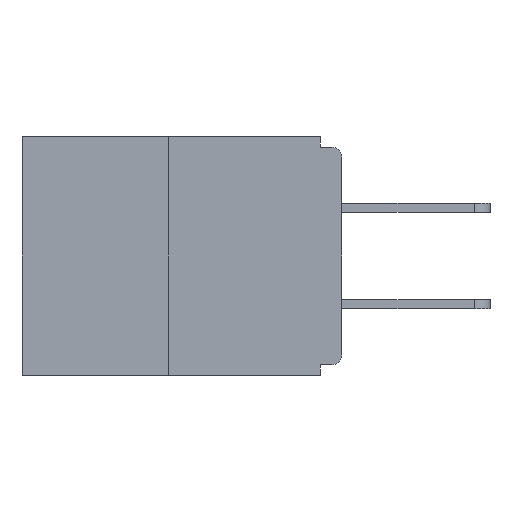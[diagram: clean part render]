
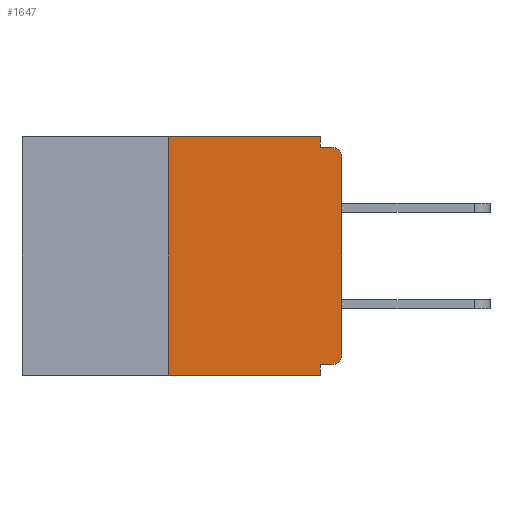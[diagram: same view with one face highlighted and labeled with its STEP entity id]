
A CAD part, left-side view. The second image highlights one B-rep face of the part: STEP entity #1647.
In plain terms, the highlighted planar face has unit normal (-1, 0, 0).
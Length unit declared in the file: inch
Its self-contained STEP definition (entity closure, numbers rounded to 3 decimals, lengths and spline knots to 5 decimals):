
#61 = EDGE_CURVE ( 'NONE', #18793, #8475, #1092, .T. ) ;
#402 = CARTESIAN_POINT ( 'NONE',  ( 0., 0.25, -0.343 ) ) ;
#462 = DIRECTION ( 'NONE',  ( 0., 1., 0. ) ) ;
#1092 = LINE ( 'NONE', #19619, #1715 ) ;
#1179 = LINE ( 'NONE', #1207, #21417 ) ;
#1207 = CARTESIAN_POINT ( 'NONE',  ( 0., 0.031, -0.343 ) ) ;
#1240 = AXIS2_PLACEMENT_3D ( 'NONE', #1986, #17456, #13599 ) ;
#1265 = CIRCLE ( 'NONE', #5694, 0.015 ) ;
#1632 = VERTEX_POINT ( 'NONE', #23177 ) ;
#1647 = ADVANCED_FACE ( 'NONE', ( #23066 ), #2361, .F. ) ;
#1715 = VECTOR ( 'NONE', #9770, 39.37008 ) ;
#1986 = CARTESIAN_POINT ( 'NONE',  ( 0., 0.015, -0.313 ) ) ;
#2027 = ORIENTED_EDGE ( 'NONE', *, *, #18430, .T. ) ;
#2270 = ORIENTED_EDGE ( 'NONE', *, *, #11766, .F. ) ;
#2273 = CARTESIAN_POINT ( 'NONE',  ( 0., 0.46, 0. ) ) ;
#2361 = PLANE ( 'NONE',  #16695 ) ;
#2564 = CARTESIAN_POINT ( 'NONE',  ( 0., 0., -0.03 ) ) ;
#2677 = CARTESIAN_POINT ( 'NONE',  ( 0., 0., 0. ) ) ;
#3470 = VERTEX_POINT ( 'NONE', #23558 ) ;
#3705 = CARTESIAN_POINT ( 'NONE',  ( 0., 0., -0.015 ) ) ;
#4482 = CARTESIAN_POINT ( 'NONE',  ( 0., 0.015, -0.03 ) ) ;
#5445 = DIRECTION ( 'NONE',  ( 0., -1., 0. ) ) ;
#5694 = AXIS2_PLACEMENT_3D ( 'NONE', #4482, #18170, #19247 ) ;
#5880 = VECTOR ( 'NONE', #19293, 39.37008 ) ;
#6159 = EDGE_CURVE ( 'NONE', #13330, #12361, #24182, .T. ) ;
#6211 = LINE ( 'NONE', #17137, #9914 ) ;
#6444 = CARTESIAN_POINT ( 'NONE',  ( 0., 0.031, -0.015 ) ) ;
#6778 = VECTOR ( 'NONE', #5445, 39.37008 ) ;
#7134 = ORIENTED_EDGE ( 'NONE', *, *, #61, .F. ) ;
#7395 = CARTESIAN_POINT ( 'NONE',  ( 0., 0.031, -0.343 ) ) ;
#7436 = CARTESIAN_POINT ( 'NONE',  ( 0., 0.46, -0.343 ) ) ;
#7713 = CARTESIAN_POINT ( 'NONE',  ( 0., 0.031, -0.328 ) ) ;
#8240 = CARTESIAN_POINT ( 'NONE',  ( 0., 0., -0.313 ) ) ;
#8475 = VERTEX_POINT ( 'NONE', #6444 ) ;
#8503 = VECTOR ( 'NONE', #10279, 39.37008 ) ;
#9316 = ORIENTED_EDGE ( 'NONE', *, *, #19598, .F. ) ;
#9543 = DIRECTION ( 'NONE',  ( 0., 0., 1. ) ) ;
#9566 = LINE ( 'NONE', #7436, #5880 ) ;
#9770 = DIRECTION ( 'NONE',  ( 0., 0., -1. ) ) ;
#9914 = VECTOR ( 'NONE', #9543, 39.37008 ) ;
#9973 = DIRECTION ( 'NONE',  ( 0., 0., -1. ) ) ;
#10279 = DIRECTION ( 'NONE',  ( 0., 0., 1. ) ) ;
#10590 = EDGE_CURVE ( 'NONE', #12361, #3470, #1265, .T. ) ;
#11175 = CARTESIAN_POINT ( 'NONE',  ( 0., 0.015, -0.328 ) ) ;
#11272 = LINE ( 'NONE', #3705, #12225 ) ;
#11630 = LINE ( 'NONE', #20085, #22049 ) ;
#11766 = EDGE_CURVE ( 'NONE', #17929, #22043, #11630, .T. ) ;
#12225 = VECTOR ( 'NONE', #17037, 39.37008 ) ;
#12297 = VERTEX_POINT ( 'NONE', #402 ) ;
#12361 = VERTEX_POINT ( 'NONE', #2564 ) ;
#13330 = VERTEX_POINT ( 'NONE', #8240 ) ;
#13566 = ORIENTED_EDGE ( 'NONE', *, *, #18350, .T. ) ;
#13599 = DIRECTION ( 'NONE',  ( 0., 0., -1. ) ) ;
#13669 = CARTESIAN_POINT ( 'NONE',  ( 0., 0.031, 0. ) ) ;
#14066 = VERTEX_POINT ( 'NONE', #7395 ) ;
#14353 = CIRCLE ( 'NONE', #1240, 0.015 ) ;
#15851 = ORIENTED_EDGE ( 'NONE', *, *, #24199, .F. ) ;
#16695 = AXIS2_PLACEMENT_3D ( 'NONE', #2273, #19896, #9973 ) ;
#17037 = DIRECTION ( 'NONE',  ( 0., -1., 0. ) ) ;
#17137 = CARTESIAN_POINT ( 'NONE',  ( 0., 0.25, 0. ) ) ;
#17456 = DIRECTION ( 'NONE',  ( -1., 0., 0. ) ) ;
#17667 = EDGE_CURVE ( 'NONE', #12297, #1632, #6211, .T. ) ;
#17929 = VERTEX_POINT ( 'NONE', #11175 ) ;
#18170 = DIRECTION ( 'NONE',  ( -1., 0., 0. ) ) ;
#18324 = ORIENTED_EDGE ( 'NONE', *, *, #10590, .T. ) ;
#18350 = EDGE_CURVE ( 'NONE', #12297, #14066, #9566, .T. ) ;
#18430 = EDGE_CURVE ( 'NONE', #17929, #13330, #14353, .T. ) ;
#18641 = ORIENTED_EDGE ( 'NONE', *, *, #17667, .F. ) ;
#18793 = VERTEX_POINT ( 'NONE', #13669 ) ;
#19247 = DIRECTION ( 'NONE',  ( 0., 0., -1. ) ) ;
#19293 = DIRECTION ( 'NONE',  ( 0., -1., 0. ) ) ;
#19598 = EDGE_CURVE ( 'NONE', #8475, #3470, #11272, .T. ) ;
#19619 = CARTESIAN_POINT ( 'NONE',  ( 0., 0.031, 0. ) ) ;
#19896 = DIRECTION ( 'NONE',  ( 1., 0., 0. ) ) ;
#20085 = CARTESIAN_POINT ( 'NONE',  ( 0., 0., -0.328 ) ) ;
#20629 = ORIENTED_EDGE ( 'NONE', *, *, #20829, .F. ) ;
#20741 = EDGE_LOOP ( 'NONE', ( #15851, #18641, #13566, #20629, #2270, #2027, #24297, #18324, #9316, #7134 ) ) ;
#20829 = EDGE_CURVE ( 'NONE', #22043, #14066, #1179, .T. ) ;
#21417 = VECTOR ( 'NONE', #24762, 39.37008 ) ;
#22043 = VERTEX_POINT ( 'NONE', #7713 ) ;
#22049 = VECTOR ( 'NONE', #462, 39.37008 ) ;
#22421 = LINE ( 'NONE', #23295, #6778 ) ;
#23066 = FACE_OUTER_BOUND ( 'NONE', #20741, .T. ) ;
#23177 = CARTESIAN_POINT ( 'NONE',  ( 0., 0.25, 0. ) ) ;
#23295 = CARTESIAN_POINT ( 'NONE',  ( 0., 0.46, 0. ) ) ;
#23558 = CARTESIAN_POINT ( 'NONE',  ( 0., 0.015, -0.015 ) ) ;
#24182 = LINE ( 'NONE', #2677, #8503 ) ;
#24199 = EDGE_CURVE ( 'NONE', #1632, #18793, #22421, .T. ) ;
#24297 = ORIENTED_EDGE ( 'NONE', *, *, #6159, .T. ) ;
#24762 = DIRECTION ( 'NONE',  ( 0., 0., -1. ) ) ;
